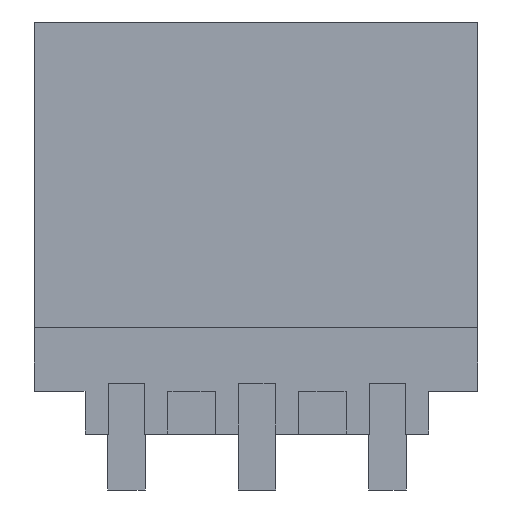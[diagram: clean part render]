
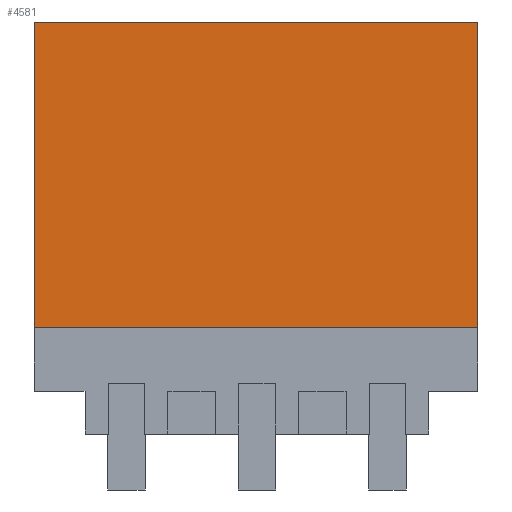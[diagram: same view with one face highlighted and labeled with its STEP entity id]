
A CAD part, front view. The second image highlights one B-rep face of the part: STEP entity #4581.
In plain terms, the highlighted planar face has unit normal (0, -1, 0).
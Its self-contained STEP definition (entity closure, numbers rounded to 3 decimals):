
#4573=AXIS2_PLACEMENT_3D('Plane Axis2P3D',#4570,#4571,#4572) ;
#1520=CARTESIAN_POINT('Line Origine',(0.,0.,8.45)) ;
#1524=CARTESIAN_POINT('Vertex',(0.,0.,12.55)) ;
#1526=CARTESIAN_POINT('Vertex',(0.,0.,4.35)) ;
#1554=CARTESIAN_POINT('Line Origine',(5.95,0.,12.55)) ;
#1558=CARTESIAN_POINT('Vertex',(11.9,0.,12.55)) ;
#3090=CARTESIAN_POINT('Vertex',(11.9,0.,4.35)) ;
#3098=CARTESIAN_POINT('Line Origine',(11.9,0.,8.45)) ;
#4067=CARTESIAN_POINT('Line Origine',(5.95,0.,4.35)) ;
#4570=CARTESIAN_POINT('Axis2P3D Location',(-6.275,0.,1.5)) ;
#1521=DIRECTION('Vector Direction',(0.,0.,-1.)) ;
#1555=DIRECTION('Vector Direction',(1.,0.,0.)) ;
#3099=DIRECTION('Vector Direction',(0.,0.,1.)) ;
#4068=DIRECTION('Vector Direction',(-1.,0.,0.)) ;
#4571=DIRECTION('Axis2P3D Direction',(0.,1.,0.)) ;
#4572=DIRECTION('Axis2P3D XDirection',(0.,0.,-1.)) ;
#1522=VECTOR('Line Direction',#1521,1.) ;
#1556=VECTOR('Line Direction',#1555,1.) ;
#3100=VECTOR('Line Direction',#3099,1.) ;
#4069=VECTOR('Line Direction',#4068,1.) ;
#4576=ORIENTED_EDGE('',*,*,#4071,.F.) ;
#4577=ORIENTED_EDGE('',*,*,#3102,.T.) ;
#4578=ORIENTED_EDGE('',*,*,#1560,.F.) ;
#4579=ORIENTED_EDGE('',*,*,#1528,.T.) ;
#4581=ADVANCED_FACE('HOUSING',(#4580),#4574,.F.) ;
#1528=EDGE_CURVE('',#1525,#1527,#1523,.T.) ;
#1560=EDGE_CURVE('',#1525,#1559,#1557,.T.) ;
#3102=EDGE_CURVE('',#3091,#1559,#3101,.T.) ;
#4071=EDGE_CURVE('',#3091,#1527,#4070,.T.) ;
#4575=EDGE_LOOP('',(#4576,#4577,#4578,#4579)) ;
#4580=FACE_OUTER_BOUND('',#4575,.T.) ;
#1523=LINE('Line',#1520,#1522) ;
#1557=LINE('Line',#1554,#1556) ;
#3101=LINE('Line',#3098,#3100) ;
#4070=LINE('Line',#4067,#4069) ;
#4574=PLANE('',#4573) ;
#1525=VERTEX_POINT('',#1524) ;
#1527=VERTEX_POINT('',#1526) ;
#1559=VERTEX_POINT('',#1558) ;
#3091=VERTEX_POINT('',#3090) ;
